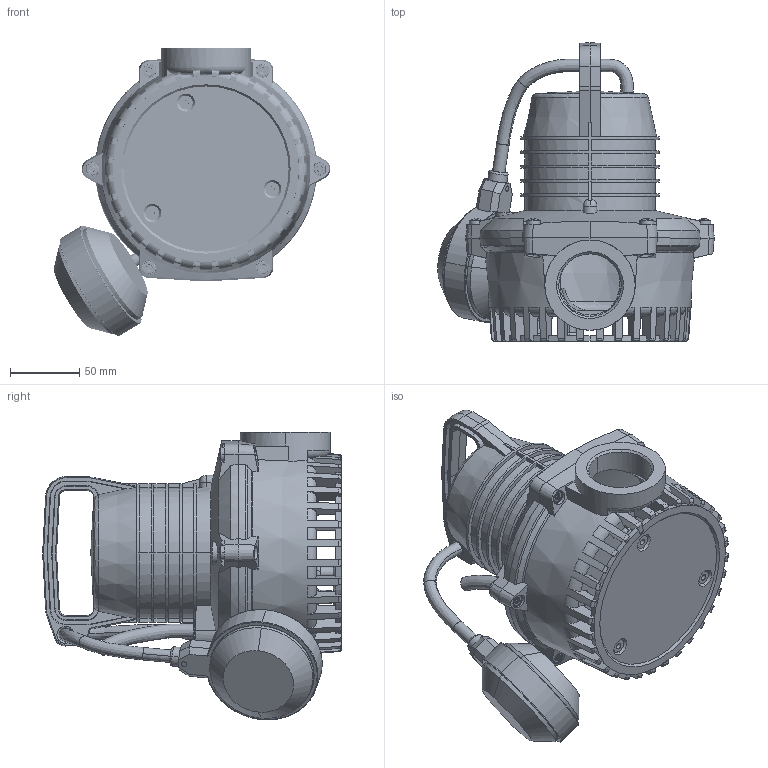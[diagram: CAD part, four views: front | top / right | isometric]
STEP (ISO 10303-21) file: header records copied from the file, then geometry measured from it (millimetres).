
FILE_DESCRIPTION (( 'STEP AP214' ), '1' );
FILE_NAME ('4.93.195.01swa00.step', '2022-08-11T14:26:06', ( '' ), ( '' ), 'SwSTEP 2.0', 'SolidWorks 2020', '' );
FILE_SCHEMA (( 'AUTOMOTIVE_DESIGN' ));
Length unit declared in the file: millimetre
Products named in the file (2): 4.93.195.01swa00; Copia di 4_93_195_01_REV00^4.93.195.01swa00
Assembly tree (1 placements, depth 2):
  4.93.195.01swa00
    Copia di 4_93_195_01_REV00^4.93.195.01swa00
Bounding box: 199.17 x 215.18 x 207.15 mm (x, y, z)
Volume: 753899.9 mm3; surface area: 311372.2 mm2
Topology: 22 solids, 22 shells, 2218 faces, 6014 edges, 3877 vertices
Faces by surface type: bspline 711, plane 626, cylinder 512, cone 319, torus 38, sphere 12
Entity records: 167217 total; most frequent: CARTESIAN_POINT 119144, ORIENTED_EDGE 12018, DIRECTION 6679, EDGE_CURVE 6009, VERTEX_POINT 3877, B_SPLINE_CURVE_WITH_KNOTS 3154, AXIS2_PLACEMENT_3D 2368, EDGE_LOOP 2320
